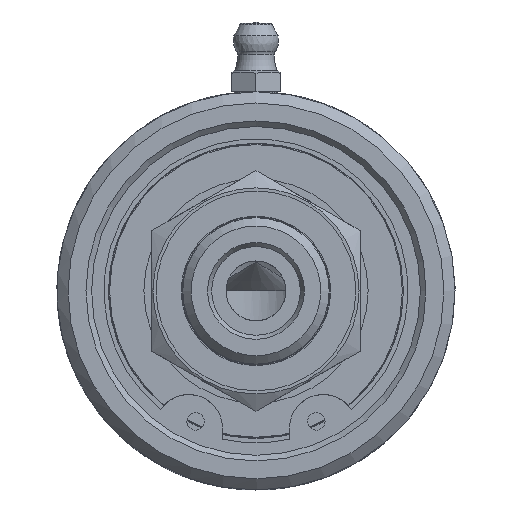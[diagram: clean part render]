
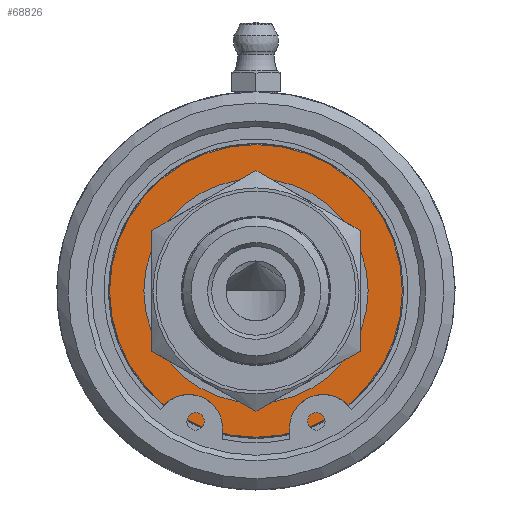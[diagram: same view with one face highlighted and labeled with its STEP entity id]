
A CAD part, left-side view. The second image highlights one B-rep face of the part: STEP entity #68826.
In plain terms, the highlighted planar face has unit normal (-1, 0, 0).
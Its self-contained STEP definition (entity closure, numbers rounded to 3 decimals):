
#68792=CARTESIAN_POINT('',(38.425,-16.05,0.));
#68793=VERTEX_POINT('',#68792);
#68794=CARTESIAN_POINT('',(38.425,0.0,0.));
#68795=DIRECTION('',(1.0,0.0,0.0));
#68796=DIRECTION('',(0.0,-1.0,0.0));
#68797=AXIS2_PLACEMENT_3D('',#68794,#68795,#68796);
#68798=CIRCLE('',#68797,16.05);
#68799=EDGE_CURVE('',#68793,#68793,#68798,.T.);
#68807=CARTESIAN_POINT('',(38.425,-18.5,0.));
#68808=DIRECTION('',(-1.0,0.0,0.0));
#68809=DIRECTION('',(0.0,1.0,0.0));
#68810=AXIS2_PLACEMENT_3D('',#68807,#68808,#68809);
#68811=PLANE('',#68810);
#68812=CARTESIAN_POINT('',(38.425,-20.95,0.));
#68813=VERTEX_POINT('',#68812);
#68814=CARTESIAN_POINT('',(38.425,0.0,0.));
#68815=DIRECTION('',(1.0,0.0,0.0));
#68816=DIRECTION('',(0.0,-1.0,0.0));
#68817=AXIS2_PLACEMENT_3D('',#68814,#68815,#68816);
#68818=CIRCLE('',#68817,20.95);
#68819=EDGE_CURVE('',#68813,#68813,#68818,.T.);
#68820=ORIENTED_EDGE('',*,*,#68819,.F.);
#68821=EDGE_LOOP('',(#68820));
#68822=FACE_OUTER_BOUND('',#68821,.T.);
#68823=ORIENTED_EDGE('',*,*,#68799,.T.);
#68824=EDGE_LOOP('',(#68823));
#68825=FACE_BOUND('',#68824,.T.);
#68826=ADVANCED_FACE('',(#68822,#68825),#68811,.T.);
